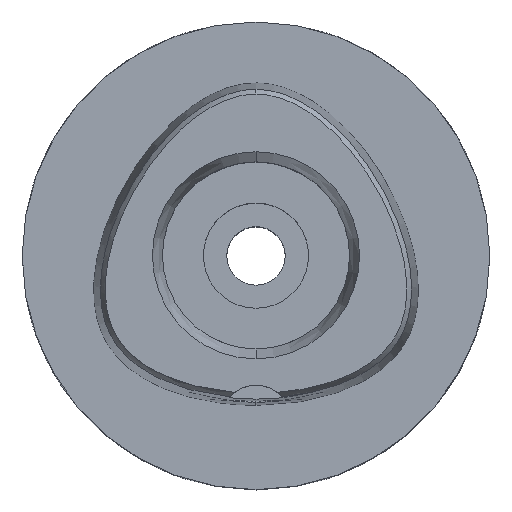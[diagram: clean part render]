
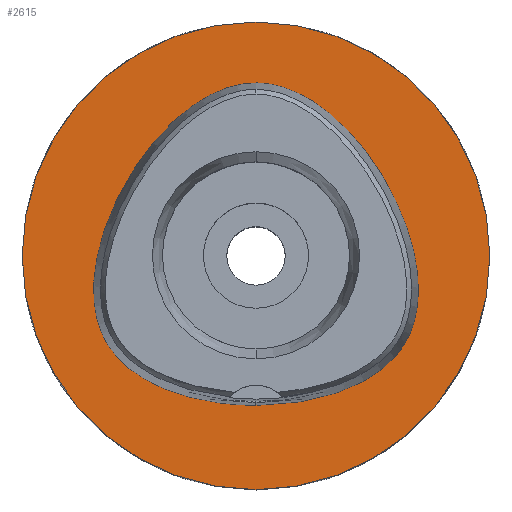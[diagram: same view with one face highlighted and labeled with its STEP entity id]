
A CAD part, top view. The second image highlights one B-rep face of the part: STEP entity #2615.
In plain terms, the highlighted planar face has unit normal (0, 0, 1).
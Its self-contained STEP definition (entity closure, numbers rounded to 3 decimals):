
#292=CARTESIAN_POINT('',(0.,0.,0.));
#293=DIRECTION('',(0.,0.,-1.));
#294=DIRECTION('',(0.,-1.,0.));
#295=AXIS2_PLACEMENT_3D('',#292,#293,#294);
#300=CARTESIAN_POINT('',(0.,0.,0.));
#301=DIRECTION('',(0.,0.,-1.));
#302=DIRECTION('',(0.,1.,0.));
#303=AXIS2_PLACEMENT_3D('',#300,#301,#302);
#308=CARTESIAN_POINT('',(0.,-25.575,0.));
#309=CARTESIAN_POINT('',(1.193,-25.575,0.));
#310=CARTESIAN_POINT('',(3.526,-25.489,
0.));
#311=CARTESIAN_POINT('',(6.913,-25.116,
0.));
#312=CARTESIAN_POINT('',(10.046,-24.531,0.));
#313=CARTESIAN_POINT('',(12.875,-23.777,0.));
#314=CARTESIAN_POINT('',(15.377,-22.894,0.));
#315=CARTESIAN_POINT('',(17.558,-21.918,0.));
#316=CARTESIAN_POINT('',(19.44,-20.879,0.));
#317=CARTESIAN_POINT('',(21.052,-19.796,0.));
#318=CARTESIAN_POINT('',(22.426,-18.682,0.));
#319=CARTESIAN_POINT('',(23.592,-17.543,0.));
#320=CARTESIAN_POINT('',(24.574,-16.382,0.));
#321=CARTESIAN_POINT('',(25.391,-15.203,0.));
#322=CARTESIAN_POINT('',(26.076,-13.97,0.));
#323=CARTESIAN_POINT('',(26.657,-12.63,0.));
#324=CARTESIAN_POINT('',(27.136,-11.151,0.));
#325=CARTESIAN_POINT('',(27.5,-9.519,0.));
#326=CARTESIAN_POINT('',(27.731,-7.711,0.));
#327=CARTESIAN_POINT('',(27.809,-5.704,0.));
#328=CARTESIAN_POINT('',(27.703,-3.479,0.));
#329=CARTESIAN_POINT('',(27.381,-1.024,0.));
#330=CARTESIAN_POINT('',(26.806,1.662,0.));
#331=CARTESIAN_POINT('',(25.947,4.556,0.));
#332=CARTESIAN_POINT('',(24.782,7.61,0.));
#333=CARTESIAN_POINT('',(23.314,10.741,0.));
#334=CARTESIAN_POINT('',(21.574,13.839,0.));
#335=CARTESIAN_POINT('',(19.641,16.759,0.));
#336=CARTESIAN_POINT('',(17.599,19.399,0.));
#337=CARTESIAN_POINT('',(15.52,21.706,0.));
#338=CARTESIAN_POINT('',(13.465,23.659,0.));
#339=CARTESIAN_POINT('',(11.474,25.272,0.));
#340=CARTESIAN_POINT('',(9.569,26.571,0.));
#341=CARTESIAN_POINT('',(7.761,27.591,0.));
#342=CARTESIAN_POINT('',(6.049,28.367,0.));
#343=CARTESIAN_POINT('',(4.427,28.932,0.));
#344=CARTESIAN_POINT('',(2.883,29.312,0.));
#345=CARTESIAN_POINT('',(1.411,29.529,
0.));
#346=CARTESIAN_POINT('',(0.464,29.575,
0.));
#347=CARTESIAN_POINT('',(0.,29.575,
0.));
#352=CARTESIAN_POINT('',(0.,29.575,
0.));
#353=CARTESIAN_POINT('',(-0.466,29.575,
0.));
#354=CARTESIAN_POINT('',(-1.418,29.528,
0.));
#355=CARTESIAN_POINT('',(-2.896,29.31,
0.));
#356=CARTESIAN_POINT('',(-4.444,28.927,0.));
#357=CARTESIAN_POINT('',(-6.07,28.359,0.));
#358=CARTESIAN_POINT('',(-7.78,27.581,0.));
#359=CARTESIAN_POINT('',(-9.585,26.561,0.));
#360=CARTESIAN_POINT('',(-11.483,25.265,0.));
#361=CARTESIAN_POINT('',(-13.466,23.658,0.));
#362=CARTESIAN_POINT('',(-15.513,21.712,0.));
#363=CARTESIAN_POINT('',(-17.582,19.419,0.));
#364=CARTESIAN_POINT('',(-19.616,16.793,0.));
#365=CARTESIAN_POINT('',(-21.543,13.889,0.));
#366=CARTESIAN_POINT('',(-23.276,10.814,0.));
#367=CARTESIAN_POINT('',(-24.748,7.69,0.));
#368=CARTESIAN_POINT('',(-25.915,4.649,0.));
#369=CARTESIAN_POINT('',(-26.78,1.762,0.));
#370=CARTESIAN_POINT('',(-27.362,-0.919,0.));
#371=CARTESIAN_POINT('',(-27.693,-3.373,0.));
#372=CARTESIAN_POINT('',(-27.808,-5.602,0.));
#373=CARTESIAN_POINT('',(-27.739,-7.614,0.));
#374=CARTESIAN_POINT('',(-27.514,-9.436,0.));
#375=CARTESIAN_POINT('',(-27.158,-11.07,0.));
#376=CARTESIAN_POINT('',(-26.685,-12.557,0.));
#377=CARTESIAN_POINT('',(-26.102,-13.919,0.));
#378=CARTESIAN_POINT('',(-25.399,-15.192,0.));
#379=CARTESIAN_POINT('',(-24.558,-16.404,0.));
#380=CARTESIAN_POINT('',(-23.569,-17.569,0.));
#381=CARTESIAN_POINT('',(-22.395,-18.71,0.));
#382=CARTESIAN_POINT('',(-21.018,-19.821,0.));
#383=CARTESIAN_POINT('',(-19.401,-20.903,0.));
#384=CARTESIAN_POINT('',(-17.517,-21.938,0.));
#385=CARTESIAN_POINT('',(-15.335,-22.91,0.));
#386=CARTESIAN_POINT('',(-12.836,-23.789,0.));
#387=CARTESIAN_POINT('',(-10.011,-24.539,0.));
#388=CARTESIAN_POINT('',(-6.881,-25.121,
0.));
#389=CARTESIAN_POINT('',(-3.518,-25.489,
0.));
#390=CARTESIAN_POINT('',(-1.191,-25.575,0.));
#391=CARTESIAN_POINT('',(0.,-25.575,0.));
#1680=VERTEX_POINT('',#352);
#1681=VERTEX_POINT('',#391);
#1686=CARTESIAN_POINT('',(0.,-40.,0.));
#1687=CARTESIAN_POINT('',(0.,40.,0.));
#1688=VERTEX_POINT('',#1686);
#1689=VERTEX_POINT('',#1687);
#2599=CARTESIAN_POINT('',(0.,0.,0.));
#2600=DIRECTION('',(0.,0.,-1.));
#2601=DIRECTION('',(0.,-1.,0.));
#2602=AXIS2_PLACEMENT_3D('',#2599,#2600,#2601);
#2603=PLANE('',#2602);
#2605=ORIENTED_EDGE('',*,*,#2604,.T.);
#2607=ORIENTED_EDGE('',*,*,#2606,.T.);
#2608=EDGE_LOOP('',(#2605,#2607));
#2609=FACE_OUTER_BOUND('',#2608,.F.);
#2611=ORIENTED_EDGE('',*,*,#2610,.T.);
#2612=ORIENTED_EDGE('',*,*,#2582,.T.);
#2613=EDGE_LOOP('',(#2611,#2612));
#2614=FACE_BOUND('',#2613,.F.);
#296=CIRCLE('',#295,40.);
#304=CIRCLE('',#303,40.);
#348=B_SPLINE_CURVE_WITH_KNOTS('',3,(#308,#309,#310,#311,#312,#313,#314,#315,
#316,#317,#318,#319,#320,#321,#322,#323,#324,#325,#326,#327,#328,#329,#330,#331,
#332,#333,#334,#335,#336,#337,#338,#339,#340,#341,#342,#343,#344,#345,#346,
#347),.UNSPECIFIED.,.F.,.F.,(4,1,1,1,1,1,1,1,1,1,1,1,1,1,1,1,1,1,1,1,1,1,1,1,1,
1,1,1,1,1,1,1,1,1,1,1,1,4),(0.,0.027,0.054,
0.081,0.108,0.135,0.162,
0.189,0.216,0.243,0.27,
0.297,0.324,0.351,0.378,
0.405,0.432,0.459,0.486,
0.514,0.541,0.568,0.595,
0.622,0.649,0.676,0.703,
0.73,0.757,0.784,0.811,
0.838,0.865,0.892,0.919,
0.946,0.973,1.),.UNSPECIFIED.);
#392=B_SPLINE_CURVE_WITH_KNOTS('',3,(#352,#353,#354,#355,#356,#357,#358,#359,
#360,#361,#362,#363,#364,#365,#366,#367,#368,#369,#370,#371,#372,#373,#374,#375,
#376,#377,#378,#379,#380,#381,#382,#383,#384,#385,#386,#387,#388,#389,#390,
#391),.UNSPECIFIED.,.F.,.F.,(4,1,1,1,1,1,1,1,1,1,1,1,1,1,1,1,1,1,1,1,1,1,1,1,1,
1,1,1,1,1,1,1,1,1,1,1,1,4),(0.,0.027,0.054,
0.081,0.108,0.135,0.162,
0.189,0.216,0.243,0.27,
0.297,0.324,0.351,0.378,
0.405,0.432,0.459,0.486,
0.514,0.541,0.568,0.595,
0.622,0.649,0.676,0.703,
0.73,0.757,0.784,0.811,
0.838,0.865,0.892,0.919,
0.946,0.973,1.),.UNSPECIFIED.);
#2582=EDGE_CURVE('',#1680,#1681,#392,.T.);
#2604=EDGE_CURVE('',#1688,#1689,#296,.T.);
#2606=EDGE_CURVE('',#1689,#1688,#304,.T.);
#2610=EDGE_CURVE('',#1681,#1680,#348,.T.);
#2615=ADVANCED_FACE('',(#2609,#2614),#2603,.F.);
